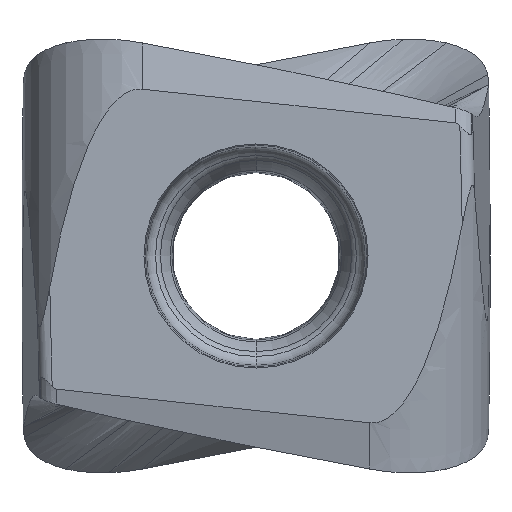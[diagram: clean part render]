
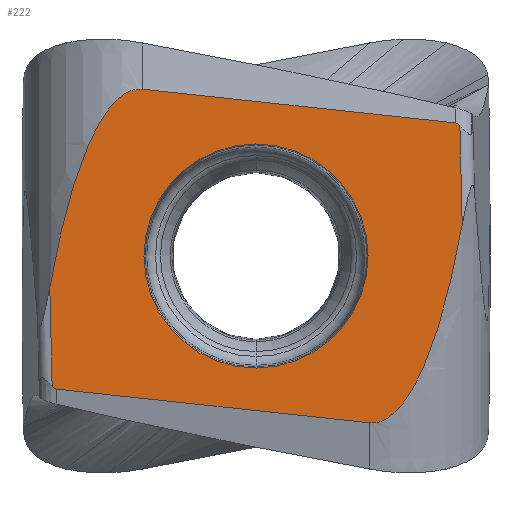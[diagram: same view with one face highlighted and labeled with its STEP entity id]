
A CAD part, front view. The second image highlights one B-rep face of the part: STEP entity #222.
In plain terms, the highlighted planar face has unit normal (0, -1, 0).
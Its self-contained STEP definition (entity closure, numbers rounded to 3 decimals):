
#60=CIRCLE('',#2298,2.988);
#61=CIRCLE('',#2299,2.988);
#110=FACE_BOUND('',#496,.T.);
#111=FACE_BOUND('',#497,.T.);
#130=PLANE('',#2300);
#222=ADVANCED_FACE('',(#110,#111),#130,.T.);
#496=EDGE_LOOP('',(#958,#959,#960,#961,#962,#963,#964,#965));
#497=EDGE_LOOP('',(#966,#967));
#636=LINE('',#3379,#772);
#637=LINE('',#3390,#773);
#638=LINE('',#3420,#774);
#639=LINE('',#3431,#775);
#772=VECTOR('',#2442,1.);
#773=VECTOR('',#2445,1.);
#774=VECTOR('',#2446,1.);
#775=VECTOR('',#2447,1.);
#958=ORIENTED_EDGE('',*,*,#1781,.T.);
#959=ORIENTED_EDGE('',*,*,#1816,.F.);
#960=ORIENTED_EDGE('',*,*,#1817,.T.);
#961=ORIENTED_EDGE('',*,*,#1818,.F.);
#962=ORIENTED_EDGE('',*,*,#1819,.T.);
#963=ORIENTED_EDGE('',*,*,#1820,.T.);
#964=ORIENTED_EDGE('',*,*,#1821,.T.);
#965=ORIENTED_EDGE('',*,*,#1822,.F.);
#966=ORIENTED_EDGE('',*,*,#1823,.F.);
#967=ORIENTED_EDGE('',*,*,#1824,.F.);
#1575=VERTEX_POINT('',#2897);
#1576=VERTEX_POINT('',#2925);
#1599=VERTEX_POINT('',#3378);
#1600=VERTEX_POINT('',#3389);
#1601=VERTEX_POINT('',#3391);
#1602=VERTEX_POINT('',#3419);
#1603=VERTEX_POINT('',#3421);
#1604=VERTEX_POINT('',#3430);
#1605=VERTEX_POINT('',#3433);
#1606=VERTEX_POINT('',#3434);
#1781=EDGE_CURVE('',#1576,#1575,#2116,.T.);
#1816=EDGE_CURVE('',#1599,#1575,#636,.T.);
#1817=EDGE_CURVE('',#1599,#1600,#2135,.T.);
#1818=EDGE_CURVE('',#1601,#1600,#637,.T.);
#1819=EDGE_CURVE('',#1601,#1602,#2136,.T.);
#1820=EDGE_CURVE('',#1602,#1603,#638,.T.);
#1821=EDGE_CURVE('',#1603,#1604,#2137,.T.);
#1822=EDGE_CURVE('',#1576,#1604,#639,.T.);
#1823=EDGE_CURVE('',#1605,#1606,#60,.T.);
#1824=EDGE_CURVE('',#1606,#1605,#61,.T.);
#2116=B_SPLINE_CURVE_WITH_KNOTS('',3,(#2898,#2899,#2900,#2901,#2902,#2903,
#2904,#2905,#2906,#2907,#2908,#2909,#2910,#2911,#2912,#2913,#2914,#2915,
#2916,#2917,#2918,#2919,#2920,#2921,#2922,#2923,#2924),.UNSPECIFIED.,.F.,
 .F.,(4,1,1,1,1,1,1,1,1,1,1,1,1,1,1,1,1,1,1,1,1,1,1,1,4),(0.,0.042,
0.083,0.125,0.167,0.208,0.25,0.292,
0.333,0.375,0.417,0.458,0.5,0.542,
0.583,0.625,0.667,0.708,0.75,0.792,
0.833,0.875,0.917,0.958,1.),.UNSPECIFIED.);
#2135=B_SPLINE_CURVE_WITH_KNOTS('',3,(#3381,#3382,#3383,#3384,#3385,#3386,
#3387,#3388),.UNSPECIFIED.,.F.,.F.,(4,1,1,1,1,4),(0.,0.2,0.4,0.6,0.8,1.),
 .UNSPECIFIED.);
#2136=B_SPLINE_CURVE_WITH_KNOTS('',3,(#3392,#3393,#3394,#3395,#3396,#3397,
#3398,#3399,#3400,#3401,#3402,#3403,#3404,#3405,#3406,#3407,#3408,#3409,
#3410,#3411,#3412,#3413,#3414,#3415,#3416,#3417,#3418),.UNSPECIFIED.,.F.,
 .F.,(4,1,1,1,1,1,1,1,1,1,1,1,1,1,1,1,1,1,1,1,1,1,1,1,4),(0.,0.042,
0.083,0.125,0.167,0.208,0.25,0.292,
0.333,0.375,0.417,0.458,0.5,0.542,
0.583,0.625,0.667,0.708,0.75,0.792,
0.833,0.875,0.917,0.958,1.),.UNSPECIFIED.);
#2137=B_SPLINE_CURVE_WITH_KNOTS('',3,(#3422,#3423,#3424,#3425,#3426,#3427,
#3428,#3429),.UNSPECIFIED.,.F.,.F.,(4,1,1,1,1,4),(0.,0.2,0.4,0.6,0.8,1.),
 .UNSPECIFIED.);
#2298=AXIS2_PLACEMENT_3D('',#3432,#2448,#2449);
#2299=AXIS2_PLACEMENT_3D('',#3435,#2450,#2451);
#2300=AXIS2_PLACEMENT_3D('',#3436,#2452,#2453);
#2442=DIRECTION('',(-0.024,0.,1.));
#2445=DIRECTION('',(-0.994,0.,0.107));
#2446=DIRECTION('',(-0.024,0.,1.));
#2447=DIRECTION('',(0.994,0.,-0.107));
#2448=DIRECTION('',(0.,-1.,0.));
#2449=DIRECTION('',(0.,0.,1.));
#2450=DIRECTION('',(0.,-1.,0.));
#2451=DIRECTION('',(0.,0.,-1.));
#2452=DIRECTION('',(0.,-1.,0.));
#2453=DIRECTION('',(-1.,0.,-0.024));
#2897=CARTESIAN_POINT('',(-5.5,0.,-0.835));
#2898=CARTESIAN_POINT('',(-3.025,0.,4.448));
#2899=CARTESIAN_POINT('',(-3.057,0.,4.451));
#2900=CARTESIAN_POINT('',(-3.119,0.,4.454));
#2901=CARTESIAN_POINT('',(-3.213,0.,4.443));
#2902=CARTESIAN_POINT('',(-3.307,0.,4.42));
#2903=CARTESIAN_POINT('',(-3.404,0.,4.382));
#2904=CARTESIAN_POINT('',(-3.505,0.,4.326));
#2905=CARTESIAN_POINT('',(-3.611,0.,4.252));
#2906=CARTESIAN_POINT('',(-3.721,0.,4.155));
#2907=CARTESIAN_POINT('',(-3.833,0.,4.036));
#2908=CARTESIAN_POINT('',(-3.947,0.,3.895));
#2909=CARTESIAN_POINT('',(-4.06,0.,3.734));
#2910=CARTESIAN_POINT('',(-4.171,0.,3.553));
#2911=CARTESIAN_POINT('',(-4.279,0.,3.357));
#2912=CARTESIAN_POINT('',(-4.387,0.,3.138));
#2913=CARTESIAN_POINT('',(-4.498,0.,2.89));
#2914=CARTESIAN_POINT('',(-4.613,0.,2.606));
#2915=CARTESIAN_POINT('',(-4.728,0.,2.293));
#2916=CARTESIAN_POINT('',(-4.838,0.,1.961));
#2917=CARTESIAN_POINT('',(-4.944,0.,1.613));
#2918=CARTESIAN_POINT('',(-5.047,0.,1.246));
#2919=CARTESIAN_POINT('',(-5.146,0.,0.858));
#2920=CARTESIAN_POINT('',(-5.244,0.,0.447));
#2921=CARTESIAN_POINT('',(-5.337,0.,0.019));
#2922=CARTESIAN_POINT('',(-5.423,0.,-0.414));
#2923=CARTESIAN_POINT('',(-5.475,0.,-0.696));
#2924=CARTESIAN_POINT('',(-5.5,0.,-0.835));
#2925=CARTESIAN_POINT('',(-3.025,0.,4.448));
#3378=CARTESIAN_POINT('',(-5.437,0.,-3.475));
#3379=CARTESIAN_POINT('',(-5.437,0.,-3.475));
#3381=CARTESIAN_POINT('',(-5.437,0.,-3.475));
#3382=CARTESIAN_POINT('',(-5.429,0.,-3.484));
#3383=CARTESIAN_POINT('',(-5.414,0.,-3.5));
#3384=CARTESIAN_POINT('',(-5.39,0.,-3.521));
#3385=CARTESIAN_POINT('',(-5.366,0.,-3.536));
#3386=CARTESIAN_POINT('',(-5.342,0.,-3.546));
#3387=CARTESIAN_POINT('',(-5.327,0.,-3.549));
#3388=CARTESIAN_POINT('',(-5.32,0.,-3.55));
#3389=CARTESIAN_POINT('',(-5.32,0.,-3.55));
#3390=CARTESIAN_POINT('',(3.025,0.,-4.448));
#3391=CARTESIAN_POINT('',(3.025,0.,-4.448));
#3392=CARTESIAN_POINT('',(3.025,0.,-4.448));
#3393=CARTESIAN_POINT('',(3.057,0.,-4.451));
#3394=CARTESIAN_POINT('',(3.119,0.,-4.454));
#3395=CARTESIAN_POINT('',(3.214,0.,-4.443));
#3396=CARTESIAN_POINT('',(3.307,0.,-4.42));
#3397=CARTESIAN_POINT('',(3.404,0.,-4.382));
#3398=CARTESIAN_POINT('',(3.505,0.,-4.326));
#3399=CARTESIAN_POINT('',(3.611,0.,-4.251));
#3400=CARTESIAN_POINT('',(3.721,0.,-4.155));
#3401=CARTESIAN_POINT('',(3.834,0.,-4.035));
#3402=CARTESIAN_POINT('',(3.948,0.,-3.894));
#3403=CARTESIAN_POINT('',(4.061,0.,-3.732));
#3404=CARTESIAN_POINT('',(4.172,0.,-3.552));
#3405=CARTESIAN_POINT('',(4.28,0.,-3.355));
#3406=CARTESIAN_POINT('',(4.388,0.,-3.136));
#3407=CARTESIAN_POINT('',(4.499,0.,-2.887));
#3408=CARTESIAN_POINT('',(4.614,0.,-2.602));
#3409=CARTESIAN_POINT('',(4.729,0.,-2.288));
#3410=CARTESIAN_POINT('',(4.84,0.,-1.956));
#3411=CARTESIAN_POINT('',(4.946,0.,-1.608));
#3412=CARTESIAN_POINT('',(5.048,0.,-1.241));
#3413=CARTESIAN_POINT('',(5.148,0.,-0.853));
#3414=CARTESIAN_POINT('',(5.245,0.,-0.443));
#3415=CARTESIAN_POINT('',(5.337,0.,-0.016));
#3416=CARTESIAN_POINT('',(5.423,0.,0.416));
#3417=CARTESIAN_POINT('',(5.475,0.,0.696));
#3418=CARTESIAN_POINT('',(5.5,0.,0.835));
#3419=CARTESIAN_POINT('',(5.5,0.,0.835));
#3420=CARTESIAN_POINT('',(5.5,0.,0.835));
#3421=CARTESIAN_POINT('',(5.437,0.,3.475));
#3422=CARTESIAN_POINT('',(5.437,0.,3.475));
#3423=CARTESIAN_POINT('',(5.429,0.,3.484));
#3424=CARTESIAN_POINT('',(5.414,0.,3.5));
#3425=CARTESIAN_POINT('',(5.39,0.,3.521));
#3426=CARTESIAN_POINT('',(5.366,0.,3.536));
#3427=CARTESIAN_POINT('',(5.342,0.,3.546));
#3428=CARTESIAN_POINT('',(5.327,0.,3.549));
#3429=CARTESIAN_POINT('',(5.32,0.,3.55));
#3430=CARTESIAN_POINT('',(5.32,0.,3.55));
#3431=CARTESIAN_POINT('',(-3.025,0.,4.448));
#3432=CARTESIAN_POINT('',(0.,0.,0.));
#3433=CARTESIAN_POINT('',(0.,0.,2.988));
#3434=CARTESIAN_POINT('',(0.,0.,-2.988));
#3435=CARTESIAN_POINT('',(0.,0.,0.));
#3436=CARTESIAN_POINT('',(-5.351,0.,-7.129));
